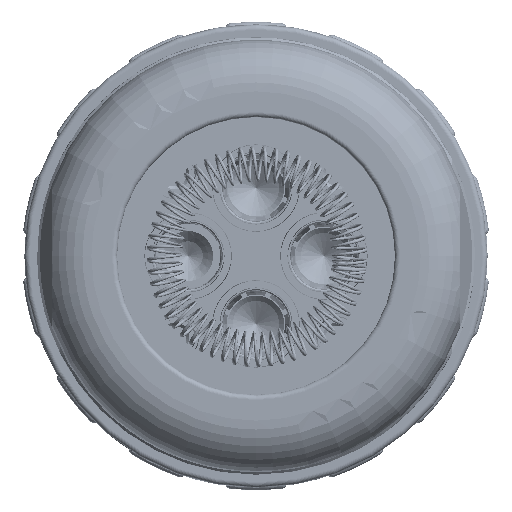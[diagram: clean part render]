
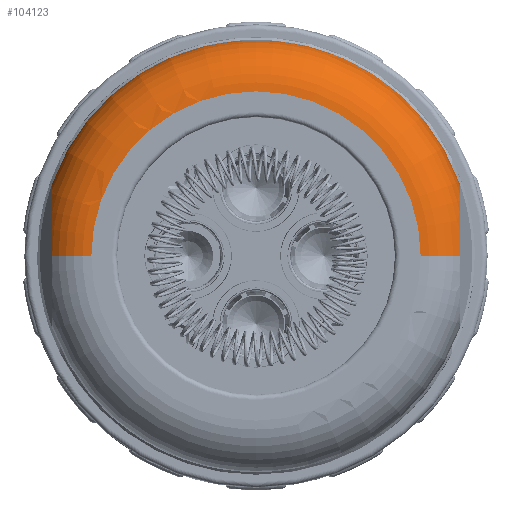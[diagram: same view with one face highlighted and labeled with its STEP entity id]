
A CAD part, front view. The second image highlights one B-rep face of the part: STEP entity #104123.
In plain terms, the highlighted toroidal (fillet/blend) face has major radius 16 mm and minor radius 5 mm.
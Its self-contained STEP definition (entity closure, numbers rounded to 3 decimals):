
#96566=CARTESIAN_POINT('',(2.735,-172.985,
-21.606));
#96567=CARTESIAN_POINT('',(2.735,-172.985,
-21.191));
#96568=CARTESIAN_POINT('',(2.735,-172.955,
-20.405));
#96569=CARTESIAN_POINT('',(2.735,-172.84,
-19.348));
#96570=CARTESIAN_POINT('',(2.735,-172.674,
-18.431));
#96571=CARTESIAN_POINT('',(2.735,-172.47,
-17.642));
#96572=CARTESIAN_POINT('',(2.735,-172.235,
-16.965));
#96573=CARTESIAN_POINT('',(2.735,-171.976,
-16.391));
#96574=CARTESIAN_POINT('',(2.735,-171.699,
-15.91));
#96575=CARTESIAN_POINT('',(2.735,-171.41,
-15.516));
#96576=CARTESIAN_POINT('',(2.735,-171.118,
-15.206));
#96577=CARTESIAN_POINT('',(2.735,-170.829,
-14.971));
#96578=CARTESIAN_POINT('',(2.735,-170.546,
-14.801));
#96579=CARTESIAN_POINT('',(2.735,-170.271,
-14.688));
#96580=CARTESIAN_POINT('',(2.735,-170.002,
-14.623));
#96581=CARTESIAN_POINT('',(2.735,-169.824,
-14.608));
#96582=CARTESIAN_POINT('',(2.735,-169.735,-14.608));
#96584=CARTESIAN_POINT('',(22.535,-169.735,-21.606));
#96585=DIRECTION('',(0.,1.,0.));
#96586=DIRECTION('',(-0.943,0.,0.333));
#96587=AXIS2_PLACEMENT_3D('',#96584,#96585,#96586);
#96589=CARTESIAN_POINT('',(6.535,-169.735,-21.606));
#96590=DIRECTION('',(0.,0.,1.));
#96591=DIRECTION('',(-0.76,-0.65,0.));
#96592=AXIS2_PLACEMENT_3D('',#96589,#96590,#96591);
#96594=CARTESIAN_POINT('',(38.535,-169.735,-21.606));
#96595=DIRECTION('',(0.,0.,1.));
#96596=DIRECTION('',(0.,-1.,0.));
#96597=AXIS2_PLACEMENT_3D('',#96594,#96595,#96596);
#96627=CARTESIAN_POINT('',(22.535,-174.735,-21.606));
#96628=DIRECTION('',(0.,1.,0.));
#96629=DIRECTION('',(-1.,0.,0.));
#96630=AXIS2_PLACEMENT_3D('',#96627,#96628,#96629);
#96702=CARTESIAN_POINT('',(42.335,-172.985,
-21.606));
#96703=CARTESIAN_POINT('',(42.335,-172.985,
-21.191));
#96704=CARTESIAN_POINT('',(42.335,-172.955,
-20.406));
#96705=CARTESIAN_POINT('',(42.335,-172.84,
-19.348));
#96706=CARTESIAN_POINT('',(42.335,-172.674,
-18.431));
#96707=CARTESIAN_POINT('',(42.335,-172.47,
-17.642));
#96708=CARTESIAN_POINT('',(42.335,-172.235,
-16.965));
#96709=CARTESIAN_POINT('',(42.335,-171.976,
-16.391));
#96710=CARTESIAN_POINT('',(42.335,-171.699,
-15.91));
#96711=CARTESIAN_POINT('',(42.335,-171.411,
-15.516));
#96712=CARTESIAN_POINT('',(42.335,-171.118,
-15.206));
#96713=CARTESIAN_POINT('',(42.335,-170.829,
-14.971));
#96714=CARTESIAN_POINT('',(42.335,-170.547,
-14.801));
#96715=CARTESIAN_POINT('',(42.335,-170.271,
-14.688));
#96716=CARTESIAN_POINT('',(42.335,-170.002,
-14.623));
#96717=CARTESIAN_POINT('',(42.335,-169.824,
-14.608));
#96718=CARTESIAN_POINT('',(42.335,-169.735,-14.608));
#97257=CARTESIAN_POINT('',(2.735,-169.735,-14.608));
#97258=VERTEX_POINT('',#97257);
#97261=VERTEX_POINT('',#96566);
#97262=CARTESIAN_POINT('',(42.335,-169.735,-14.608));
#97263=VERTEX_POINT('',#97262);
#97264=VERTEX_POINT('',#96702);
#97265=CARTESIAN_POINT('',(6.535,-174.735,-21.606));
#97266=VERTEX_POINT('',#97265);
#97267=CARTESIAN_POINT('',(38.535,-174.735,-21.606));
#97268=VERTEX_POINT('',#97267);
#104106=CARTESIAN_POINT('',(22.535,-169.735,-21.606));
#104107=DIRECTION('',(0.,1.,0.));
#104108=DIRECTION('',(1.,0.,0.));
#104109=AXIS2_PLACEMENT_3D('',#104106,#104107,#104108);
#104110=TOROIDAL_SURFACE('',#104109,16.,5.);
#104112=ORIENTED_EDGE('',*,*,#104111,.F.);
#104113=ORIENTED_EDGE('',*,*,#104097,.T.);
#104114=ORIENTED_EDGE('',*,*,#104019,.T.);
#104116=ORIENTED_EDGE('',*,*,#104115,.F.);
#104118=ORIENTED_EDGE('',*,*,#104117,.F.);
#104120=ORIENTED_EDGE('',*,*,#104119,.F.);
#104121=EDGE_LOOP('',(#104112,#104113,#104114,#104116,#104118,#104120));
#104122=FACE_OUTER_BOUND('',#104121,.F.);
#104123=ADVANCED_FACE('',(#104122),#104110,.T.);
#96583=B_SPLINE_CURVE_WITH_KNOTS('',3,(#96566,#96567,#96568,#96569,#96570,
#96571,#96572,#96573,#96574,#96575,#96576,#96577,#96578,#96579,#96580,#96581,
#96582),.UNSPECIFIED.,.F.,.F.,(4,1,1,1,1,1,1,1,1,1,1,1,1,1,4),(0.,
0.071,0.143,0.214,0.286,
0.357,0.429,0.5,0.571,0.643,
0.714,0.786,0.857,0.929,1.),
.UNSPECIFIED.);
#96588=CIRCLE('',#96587,21.);
#96593=CIRCLE('',#96592,5.);
#96598=CIRCLE('',#96597,5.);
#96631=CIRCLE('',#96630,16.);
#96719=B_SPLINE_CURVE_WITH_KNOTS('',3,(#96702,#96703,#96704,#96705,#96706,
#96707,#96708,#96709,#96710,#96711,#96712,#96713,#96714,#96715,#96716,#96717,
#96718),.UNSPECIFIED.,.F.,.F.,(4,1,1,1,1,1,1,1,1,1,1,1,1,1,4),(0.,
0.071,0.143,0.214,0.286,
0.357,0.429,0.5,0.571,0.643,
0.714,0.786,0.857,0.929,1.),
.UNSPECIFIED.);
#104019=EDGE_CURVE('',#97258,#97263,#96588,.T.);
#104097=EDGE_CURVE('',#97261,#97258,#96583,.T.);
#104111=EDGE_CURVE('',#97261,#97266,#96593,.T.);
#104115=EDGE_CURVE('',#97264,#97263,#96719,.T.);
#104117=EDGE_CURVE('',#97268,#97264,#96598,.T.);
#104119=EDGE_CURVE('',#97266,#97268,#96631,.T.);
